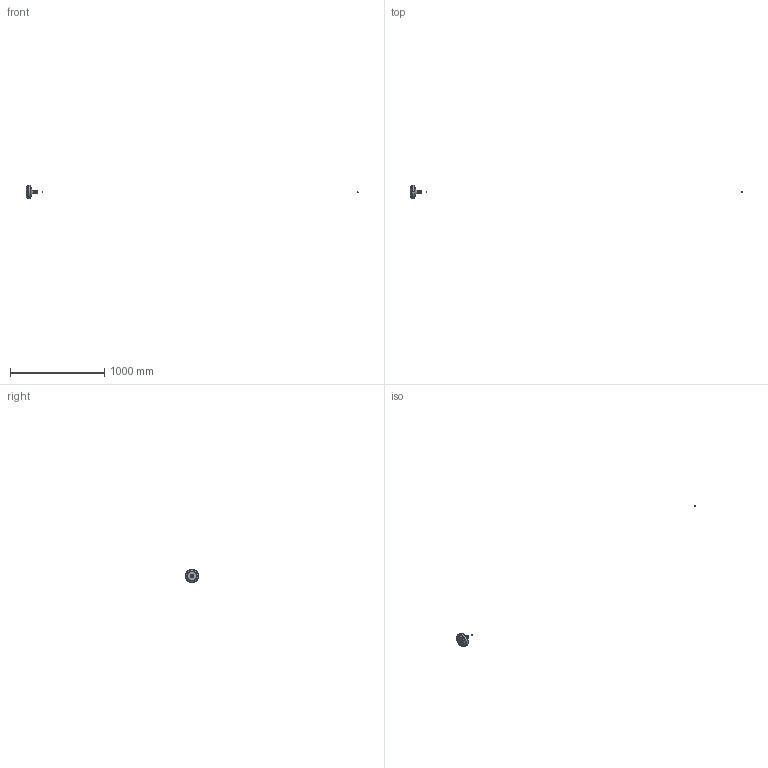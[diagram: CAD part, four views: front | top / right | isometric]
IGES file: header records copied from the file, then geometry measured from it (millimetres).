
Start section: SolidWorks IGES file using analytic representation for surfaces
Global section: file name: DP31577-A_PCCD2M.igs; native system: SolidWorks 2021; preprocessor: SolidWorks 2021; author: lrizzotto; date: 211207.173936; units: millimetre
Bounding box: 3527.89 x 143 x 143 mm (x, y, z)
Surface area: 66312.1 mm2 (no closed solid volume)
Topology: 0 solids, 0 shells, 658 faces, 7765 edges, 7764 vertices
Faces by surface type: revolution 366, bspline 292
